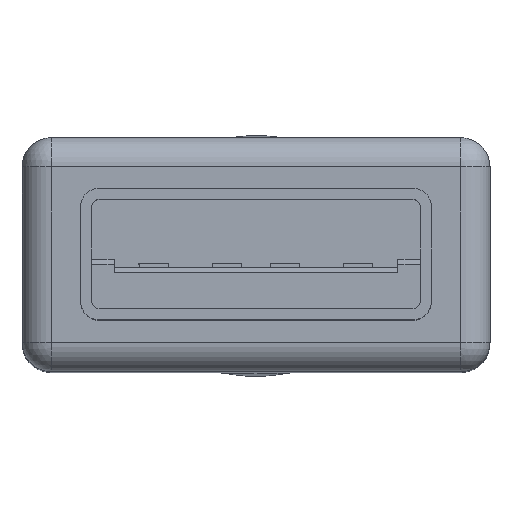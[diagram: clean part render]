
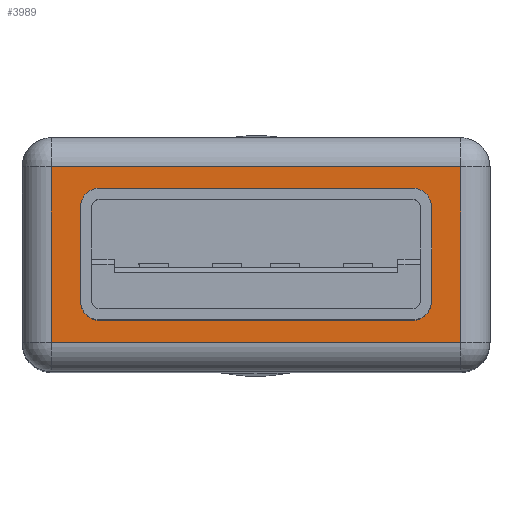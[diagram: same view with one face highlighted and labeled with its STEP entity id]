
A CAD part, top view. The second image highlights one B-rep face of the part: STEP entity #3989.
In plain terms, the highlighted planar face has unit normal (0, 0, 1).
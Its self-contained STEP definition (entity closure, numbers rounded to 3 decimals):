
#3912 = EDGE_CURVE ( 'NONE', #3960, #4015, #6364, .T. ) ;
#3948 = EDGE_CURVE ( 'NONE', #3949, #4014, #6768, .T. ) ;
#3949 = VERTEX_POINT ( 'NONE', #6821 ) ;
#3950 = VERTEX_POINT ( 'NONE', #6820 ) ;
#3951 = EDGE_CURVE ( 'NONE', #4018, #3950, #6819, .T. ) ;
#3956 = ORIENTED_EDGE ( 'NONE', *, *, #3951, .T. ) ;
#3957 = VERTEX_POINT ( 'NONE', #6808 ) ;
#3958 = VERTEX_POINT ( 'NONE', #6807 ) ;
#3959 = EDGE_CURVE ( 'NONE', #4018, #4023, #6806, .T. ) ;
#3960 = VERTEX_POINT ( 'NONE', #6802 ) ;
#3988 = ORIENTED_EDGE ( 'NONE', *, *, #3912, .T. ) ;
#3989 = ADVANCED_FACE ( 'NONE', ( #6872, #6871 ), #6855, .T. ) ;
#3990 = EDGE_LOOP ( 'NONE', ( #3988, #4016, #3994, #4000 ) ) ;
#3992 = EDGE_CURVE ( 'NONE', #3993, #3950, #6908, .T. ) ;
#3993 = VERTEX_POINT ( 'NONE', #6904 ) ;
#3994 = ORIENTED_EDGE ( 'NONE', *, *, #4079, .T. ) ;
#3995 = ORIENTED_EDGE ( 'NONE', *, *, #3992, .F. ) ;
#4000 = ORIENTED_EDGE ( 'NONE', *, *, #4009, .T. ) ;
#4007 = VERTEX_POINT ( 'NONE', #6883 ) ;
#4008 = EDGE_CURVE ( 'NONE', #4015, #4017, #6938, .T. ) ;
#4009 = EDGE_CURVE ( 'NONE', #4007, #3960, #6934, .T. ) ;
#4010 = ORIENTED_EDGE ( 'NONE', *, *, #4011, .F. ) ;
#4011 = EDGE_CURVE ( 'NONE', #3957, #3958, #6930, .T. ) ;
#4012 = ORIENTED_EDGE ( 'NONE', *, *, #4013, .T. ) ;
#4013 = EDGE_CURVE ( 'NONE', #3957, #4014, #6926, .T. ) ;
#4014 = VERTEX_POINT ( 'NONE', #6921 ) ;
#4015 = VERTEX_POINT ( 'NONE', #6920 ) ;
#4016 = ORIENTED_EDGE ( 'NONE', *, *, #4008, .T. ) ;
#4017 = VERTEX_POINT ( 'NONE', #6919 ) ;
#4018 = VERTEX_POINT ( 'NONE', #6918 ) ;
#4023 = VERTEX_POINT ( 'NONE', #6916 ) ;
#4024 = ORIENTED_EDGE ( 'NONE', *, *, #3959, .F. ) ;
#4031 = ORIENTED_EDGE ( 'NONE', *, *, #4032, .T. ) ;
#4032 = EDGE_CURVE ( 'NONE', #3993, #3958, #6958, .T. ) ;
#4037 = ORIENTED_EDGE ( 'NONE', *, *, #3948, .F. ) ;
#4069 = ORIENTED_EDGE ( 'NONE', *, *, #4070, .T. ) ;
#4070 = EDGE_CURVE ( 'NONE', #3949, #4023, #7075, .T. ) ;
#4078 = EDGE_LOOP ( 'NONE', ( #4024, #3956, #3995, #4031, #4010, #4012, #4037, #4069 ) ) ;
#4079 = EDGE_CURVE ( 'NONE', #4017, #4007, #7093, .T. ) ;
#6361 = DIRECTION ( 'NONE',  ( 0., -1., 0. ) ) ;
#6362 = VECTOR ( 'NONE', #6361, 1000. ) ;
#6363 = CARTESIAN_POINT ( 'NONE',  ( -7., -4., 20. ) ) ;
#6364 = LINE ( 'NONE', #6363, #6362 ) ;
#6766 = VECTOR ( 'NONE', #6822, 1000. ) ;
#6767 = CARTESIAN_POINT ( 'NONE',  ( 6., 2.25, 20. ) ) ;
#6768 = LINE ( 'NONE', #6767, #6766 ) ;
#6802 = CARTESIAN_POINT ( 'NONE',  ( -7., 3., 20. ) ) ;
#6803 = DIRECTION ( 'NONE',  ( 1., 0., 0. ) ) ;
#6804 = VECTOR ( 'NONE', #6803, 1000. ) ;
#6805 = CARTESIAN_POINT ( 'NONE',  ( -6., -2.25, 20. ) ) ;
#6806 = LINE ( 'NONE', #6805, #6804 ) ;
#6807 = CARTESIAN_POINT ( 'NONE',  ( -5.36, 2.25, 20. ) ) ;
#6808 = CARTESIAN_POINT ( 'NONE',  ( 5.36, 2.25, 20. ) ) ;
#6815 = DIRECTION ( 'NONE',  ( 1., 0., 0. ) ) ;
#6816 = DIRECTION ( 'NONE',  ( 0., 0., -1. ) ) ;
#6817 = CARTESIAN_POINT ( 'NONE',  ( -5.36, -1.61, 20. ) ) ;
#6818 = AXIS2_PLACEMENT_3D ( 'NONE', #6817, #6816, #6815 ) ;
#6819 = CIRCLE ( 'NONE', #6818, 0.64 ) ;
#6820 = CARTESIAN_POINT ( 'NONE',  ( -6., -1.61, 20. ) ) ;
#6821 = CARTESIAN_POINT ( 'NONE',  ( 6., -1.61, 20. ) ) ;
#6822 = DIRECTION ( 'NONE',  ( 0., 1., 0. ) ) ;
#6853 = CARTESIAN_POINT ( 'NONE',  ( -8., -4., 20. ) ) ;
#6854 = AXIS2_PLACEMENT_3D ( 'NONE', #6853, #6910, #6909 ) ;
#6855 = PLANE ( 'NONE',  #6854 ) ;
#6871 = FACE_BOUND ( 'NONE', #4078, .T. ) ;
#6872 = FACE_OUTER_BOUND ( 'NONE', #3990, .T. ) ;
#6883 = CARTESIAN_POINT ( 'NONE',  ( 7., 3., 20. ) ) ;
#6904 = CARTESIAN_POINT ( 'NONE',  ( -6., 1.61, 20. ) ) ;
#6905 = DIRECTION ( 'NONE',  ( 0., -1., 0. ) ) ;
#6906 = VECTOR ( 'NONE', #6905, 1000. ) ;
#6907 = CARTESIAN_POINT ( 'NONE',  ( -6., 2.25, 20. ) ) ;
#6908 = LINE ( 'NONE', #6907, #6906 ) ;
#6909 = DIRECTION ( 'NONE',  ( 1., 0., 0. ) ) ;
#6910 = DIRECTION ( 'NONE',  ( 0., 0., 1. ) ) ;
#6916 = CARTESIAN_POINT ( 'NONE',  ( 5.36, -2.25, 20. ) ) ;
#6918 = CARTESIAN_POINT ( 'NONE',  ( -5.36, -2.25, 20. ) ) ;
#6919 = CARTESIAN_POINT ( 'NONE',  ( 7., -3., 20. ) ) ;
#6920 = CARTESIAN_POINT ( 'NONE',  ( -7., -3., 20. ) ) ;
#6921 = CARTESIAN_POINT ( 'NONE',  ( 6., 1.61, 20. ) ) ;
#6922 = DIRECTION ( 'NONE',  ( 1., 0., 0. ) ) ;
#6923 = DIRECTION ( 'NONE',  ( 0., 0., -1. ) ) ;
#6924 = CARTESIAN_POINT ( 'NONE',  ( 5.36, 1.61, 20. ) ) ;
#6925 = AXIS2_PLACEMENT_3D ( 'NONE', #6924, #6923, #6922 ) ;
#6926 = CIRCLE ( 'NONE', #6925, 0.64 ) ;
#6927 = DIRECTION ( 'NONE',  ( -1., 0., 0. ) ) ;
#6928 = VECTOR ( 'NONE', #6927, 1000. ) ;
#6929 = CARTESIAN_POINT ( 'NONE',  ( -6., 2.25, 20. ) ) ;
#6930 = LINE ( 'NONE', #6929, #6928 ) ;
#6931 = DIRECTION ( 'NONE',  ( -1., 0., 0. ) ) ;
#6932 = VECTOR ( 'NONE', #6931, 1000. ) ;
#6933 = CARTESIAN_POINT ( 'NONE',  ( -7., 3., 20. ) ) ;
#6934 = LINE ( 'NONE', #6933, #6932 ) ;
#6935 = DIRECTION ( 'NONE',  ( 1., 0., 0. ) ) ;
#6936 = VECTOR ( 'NONE', #6935, 1000. ) ;
#6937 = CARTESIAN_POINT ( 'NONE',  ( 7., -3., 20. ) ) ;
#6938 = LINE ( 'NONE', #6937, #6936 ) ;
#6954 = DIRECTION ( 'NONE',  ( 1., 0., 0. ) ) ;
#6955 = DIRECTION ( 'NONE',  ( 0., 0., -1. ) ) ;
#6956 = CARTESIAN_POINT ( 'NONE',  ( -5.36, 1.61, 20. ) ) ;
#6957 = AXIS2_PLACEMENT_3D ( 'NONE', #6956, #6955, #6954 ) ;
#6958 = CIRCLE ( 'NONE', #6957, 0.64 ) ;
#7071 = DIRECTION ( 'NONE',  ( 1., 0., 0. ) ) ;
#7072 = DIRECTION ( 'NONE',  ( 0., 0., -1. ) ) ;
#7073 = CARTESIAN_POINT ( 'NONE',  ( 5.36, -1.61, 20. ) ) ;
#7074 = AXIS2_PLACEMENT_3D ( 'NONE', #7073, #7072, #7071 ) ;
#7075 = CIRCLE ( 'NONE', #7074, 0.64 ) ;
#7090 = DIRECTION ( 'NONE',  ( 0., 1., 0. ) ) ;
#7091 = VECTOR ( 'NONE', #7090, 1000. ) ;
#7092 = CARTESIAN_POINT ( 'NONE',  ( 7., 4., 20. ) ) ;
#7093 = LINE ( 'NONE', #7092, #7091 ) ;
